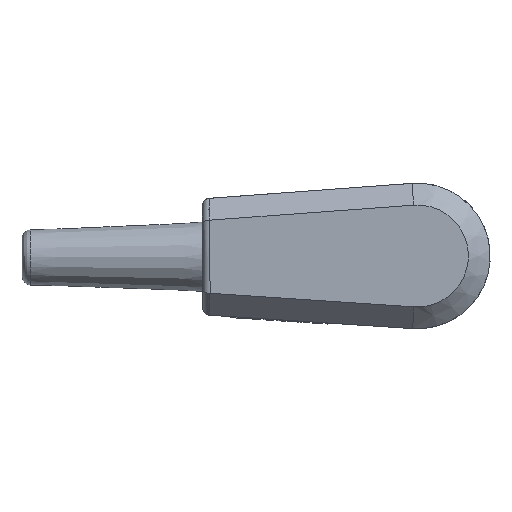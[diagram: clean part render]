
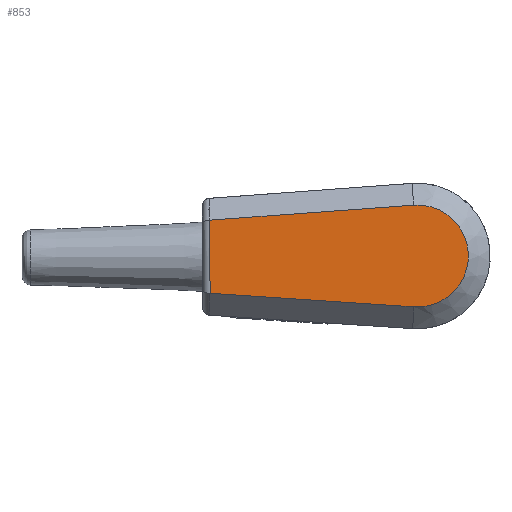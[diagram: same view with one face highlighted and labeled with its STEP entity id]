
A CAD part, left-side view. The second image highlights one B-rep face of the part: STEP entity #853.
In plain terms, the highlighted planar face has unit normal (-1, 0, 0).
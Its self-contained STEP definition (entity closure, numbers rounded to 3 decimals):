
#602=CIRCLE('',#5456,7.);
#853=ADVANCED_FACE('4-0-6',(#1313),#1093,.T.);
#1093=PLANE('',#5457);
#1313=FACE_OUTER_BOUND('',#1578,.T.);
#1578=EDGE_LOOP('',(#2447,#2448,#2449,#2450));
#2447=ORIENTED_EDGE('',*,*,#4006,.T.);
#2448=ORIENTED_EDGE('',*,*,#4007,.T.);
#2449=ORIENTED_EDGE('',*,*,#4008,.T.);
#2450=ORIENTED_EDGE('',*,*,#4009,.T.);
#3420=VERTEX_POINT('',#8018);
#3421=VERTEX_POINT('',#8019);
#3422=VERTEX_POINT('',#8021);
#3423=VERTEX_POINT('',#8023);
#4006=EDGE_CURVE('',#3420,#3421,#4594,.T.);
#4007=EDGE_CURVE('',#3421,#3422,#4595,.T.);
#4008=EDGE_CURVE('',#3422,#3423,#602,.T.);
#4009=EDGE_CURVE('',#3423,#3420,#4596,.T.);
#4594=LINE('',#8017,#5088);
#4595=LINE('',#8020,#5089);
#4596=LINE('',#8024,#5090);
#5088=VECTOR('',#6427,1.);
#5089=VECTOR('',#6428,1.);
#5090=VECTOR('',#6431,1.);
#5456=AXIS2_PLACEMENT_3D('',#8022,#6429,#6430);
#5457=AXIS2_PLACEMENT_3D('',#8025,#6432,#6433);
#6427=DIRECTION('',(0.,-0.004,-1.));
#6428=DIRECTION('',(0.,-0.998,-0.066));
#6429=DIRECTION('',(-1.,0.,0.));
#6430=DIRECTION('',(0.,0.066,-0.998));
#6431=DIRECTION('',(0.,0.997,-0.073));
#6432=DIRECTION('',(-1.,0.,0.));
#6433=DIRECTION('',(0.,-0.004,-1.));
#8017=CARTESIAN_POINT('',(0.,28.518,4.918));
#8018=CARTESIAN_POINT('',(0.,28.518,4.918));
#8019=CARTESIAN_POINT('',(0.,28.481,-5.13));
#8020=CARTESIAN_POINT('',(0.,28.481,-5.13));
#8021=CARTESIAN_POINT('',(0.,0.462,-6.985));
#8022=CARTESIAN_POINT('',(0.,0.,0.));
#8023=CARTESIAN_POINT('',(0.,0.514,6.981));
#8024=CARTESIAN_POINT('',(0.,0.514,6.981));
#8025=CARTESIAN_POINT('',(0.,31.504,7.736));
